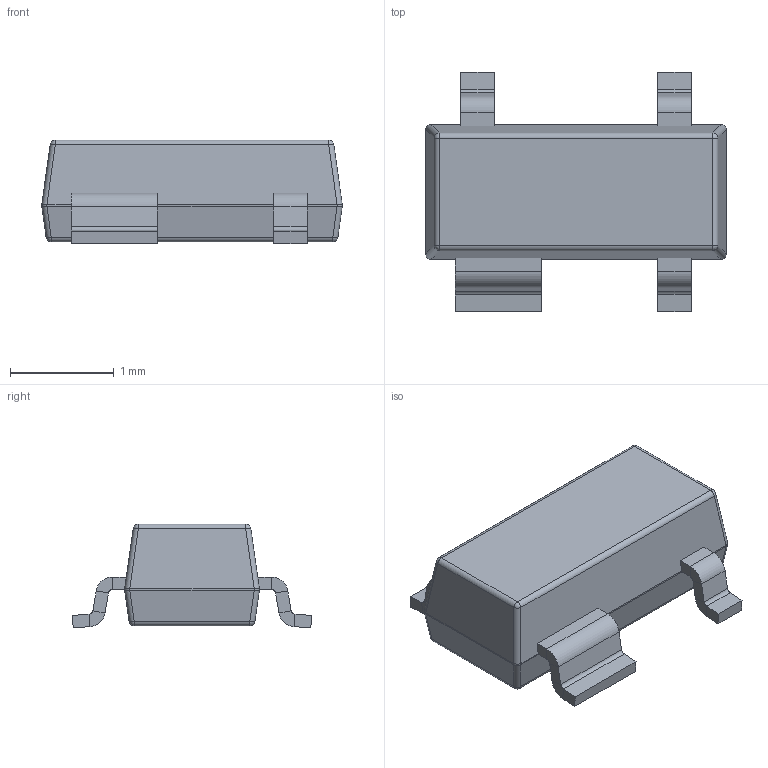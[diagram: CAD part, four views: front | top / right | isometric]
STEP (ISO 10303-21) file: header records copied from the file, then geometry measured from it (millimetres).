
FILE_DESCRIPTION(/* description */ (''),/* implementation_level */ '2;1');
FILE_NAME(/* name */ 'PRTR5V0U2X.stp',/* time_stamp */ '2019-07-01T19:47:15-08:00',/* author */ ('evilwrecker'),/* organization */ (''),/* preprocessor_version */ 'ST-DEVELOPER v18',/* originating_system */ 'Autodesk Inventor 2020',/* authorisation */ '');
FILE_SCHEMA (('AUTOMOTIVE_DESIGN { 1 0 10303 214 3 1 1 }'));
Length unit declared in the file: millimetre
Products named in the file (1): PRTR5V0U2X
Bounding box: 2.9 x 2.31 x 1 mm (x, y, z)
Volume: 3.5 mm3; surface area: 17.5 mm2
Topology: 1 solids, 1 shells, 126 faces, 276 edges, 144 vertices
Faces by surface type: plane 78, cylinder 36, sphere 12
Entity records: 3445 total; most frequent: DIRECTION 602, CARTESIAN_POINT 539, ORIENTED_EDGE 536, EDGE_CURVE 268, AXIS2_PLACEMENT_3D 207, LINE 188, VECTOR 188, VERTEX_POINT 144
